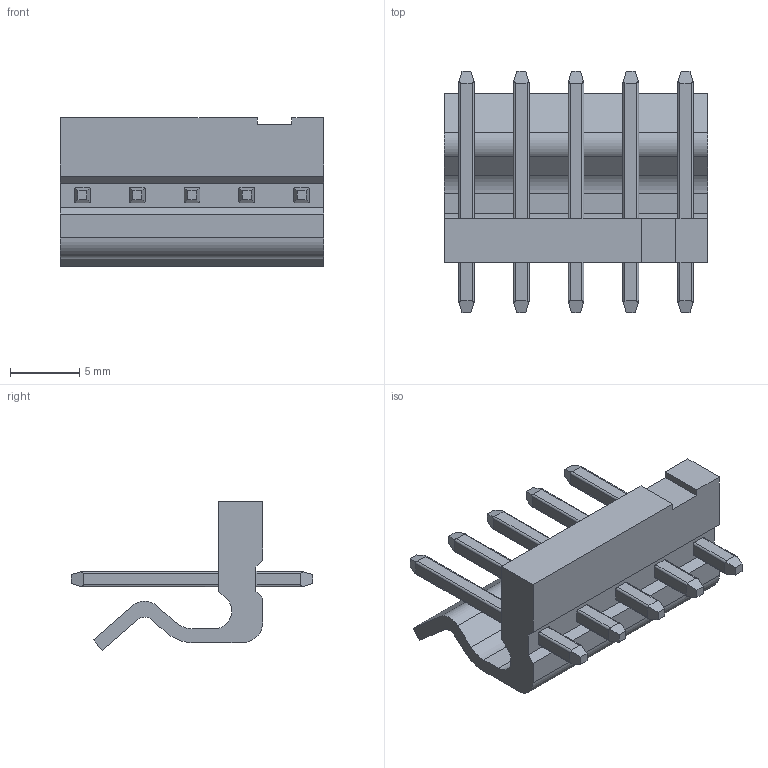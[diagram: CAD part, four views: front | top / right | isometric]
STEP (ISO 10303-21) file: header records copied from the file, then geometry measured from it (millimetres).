
FILE_DESCRIPTION((''),'1');
FILE_NAME('09-65-2058','2001-02-19T',('Gopalan'),(''),'PRO/ENGINEER BY PARAMETRIC TECHNOLOGY CORPORATION, 9902','PRO/ENGINEER BY PARAMETRIC TECHNOLOGY CORPORATION, 9902','');
FILE_SCHEMA(('CONFIG_CONTROL_DESIGN'));
Length unit declared in the file: millimetre
Products named in the file (1): 09-65-2058
Bounding box: 19.04 x 17.45 x 10.75 mm (x, y, z)
Surface area: 1294.9 mm2 (no closed solid volume)
Topology: 0 solids, 0 shells, 157 faces, 870 edges, 870 vertices
Faces by surface type: plane 111, cylinder 46
Entity records: 4731 total; most frequent: CARTESIAN_POINT 1312, COMPOSITE_CURVE_SEGMENT 870, DIRECTION 721, TRIMMED_CURVE 355, VECTOR 303, LINE 303, AXIS2_PLACEMENT_3D 209, CURVE_BOUNDED_SURFACE 157
